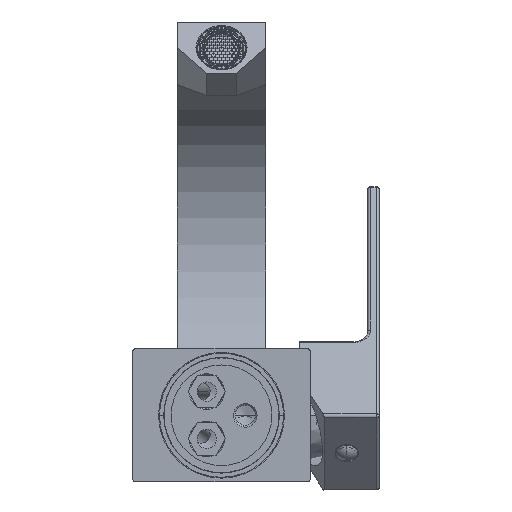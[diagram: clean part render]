
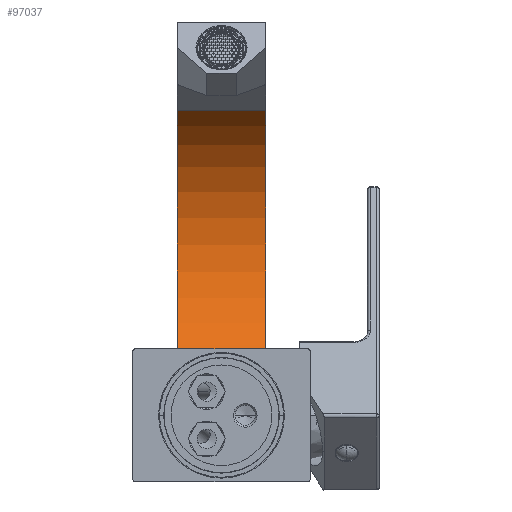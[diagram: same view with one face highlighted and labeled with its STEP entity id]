
A CAD part, front view. The second image highlights one B-rep face of the part: STEP entity #97037.
In plain terms, the highlighted cylindrical face has radius 52.491 mm (diameter 104.982 mm), a partial arc.
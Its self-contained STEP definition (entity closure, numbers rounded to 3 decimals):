
#44880=CARTESIAN_POINT('',(15.,222.509,57.491));
#44881=DIRECTION('',(1.,0.,0.));
#44882=DIRECTION('',(0.,0.,-1.));
#44883=AXIS2_PLACEMENT_3D('',#44880,#44881,#44882);
#46330=DIRECTION('',(1.,0.,0.));
#46331=VECTOR('',#46330,30.);
#46332=CARTESIAN_POINT('',(-15.,248.754,102.95));
#46333=LINE('',#46332,#46331);
#46338=DIRECTION('',(1.,0.,0.));
#46339=VECTOR('',#46338,30.);
#46340=CARTESIAN_POINT('',(-15.,222.509,5.));
#46341=LINE('',#46340,#46339);
#46342=CARTESIAN_POINT('',(-15.,222.509,57.491));
#46343=DIRECTION('',(1.,0.,0.));
#46344=DIRECTION('',(0.,0.,-1.));
#46345=AXIS2_PLACEMENT_3D('',#46342,#46343,#46344);
#53906=CARTESIAN_POINT('',(-15.,222.509,5.));
#53907=CARTESIAN_POINT('',(15.,222.509,5.));
#53908=VERTEX_POINT('',#53906);
#53909=VERTEX_POINT('',#53907);
#53914=CARTESIAN_POINT('',(-15.,248.754,102.95));
#53915=CARTESIAN_POINT('',(15.,248.754,102.95));
#53916=VERTEX_POINT('',#53914);
#53917=VERTEX_POINT('',#53915);
#97025=CARTESIAN_POINT('',(-1.,222.509,57.491));
#97026=DIRECTION('',(1.,0.,0.));
#97027=DIRECTION('',(0.,0.,1.));
#97028=AXIS2_PLACEMENT_3D('',#97025,#97026,#97027);
#97029=CYLINDRICAL_SURFACE('',#97028,52.491);
#97031=ORIENTED_EDGE('',*,*,#97030,.F.);
#97032=ORIENTED_EDGE('',*,*,#96909,.T.);
#97033=ORIENTED_EDGE('',*,*,#97012,.T.);
#97034=ORIENTED_EDGE('',*,*,#94360,.F.);
#97035=EDGE_LOOP('',(#97031,#97032,#97033,#97034));
#97036=FACE_OUTER_BOUND('',#97035,.F.);
#97037=ADVANCED_FACE('',(#97036),#97029,.F.);
#44884=CIRCLE('',#44883,52.491);
#46346=CIRCLE('',#46345,52.491);
#94360=EDGE_CURVE('',#53909,#53917,#44884,.T.);
#96909=EDGE_CURVE('',#53908,#53916,#46346,.T.);
#97012=EDGE_CURVE('',#53916,#53917,#46333,.T.);
#97030=EDGE_CURVE('',#53908,#53909,#46341,.T.);
